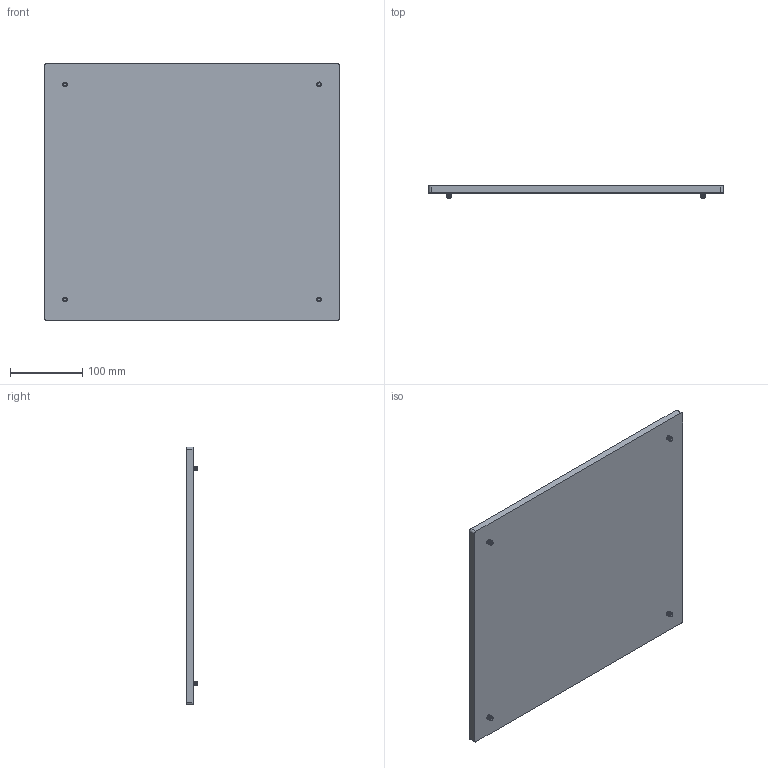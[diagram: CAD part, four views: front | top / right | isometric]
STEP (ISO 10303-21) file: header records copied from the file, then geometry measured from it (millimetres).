
FILE_DESCRIPTION (( 'STEP AP214' ), '1' );
FILE_NAME ('46250.STEP', '2019-08-12T19:08:52', ( 'Mike W' ), ( '' ), 'SwSTEP 2.0', 'SolidWorks 2018', '' );
FILE_SCHEMA (( 'AUTOMOTIVE_DESIGN' ));
Length unit declared in the file: inch
Products named in the file (3): 46250; 462501_462501; 4625011_4625011
Assembly tree (5 placements, depth 2):
  46250
    462501_462501
    4625011_4625011  x4
Bounding box: 406.4 x 16.02 x 355.6 mm (x, y, z)
Volume: 1376580.5 mm3; surface area: 306536.1 mm2
Topology: 5 solids, 5 shells, 250 faces, 628 edges, 392 vertices
Faces by surface type: cylinder 128, cone 68, plane 42, bspline 12
Entity records: 5608 total; most frequent: CARTESIAN_POINT 3413, ORIENTED_EDGE 458, DIRECTION 417, EDGE_CURVE 229, AXIS2_PLACEMENT_3D 162, VERTEX_POINT 140, EDGE_LOOP 103, FACE_OUTER_BOUND 94
